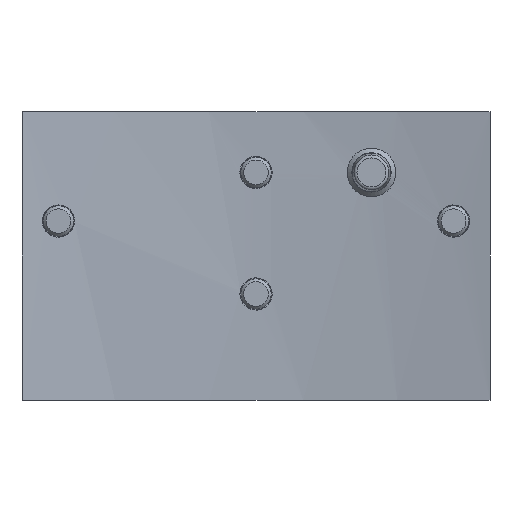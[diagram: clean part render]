
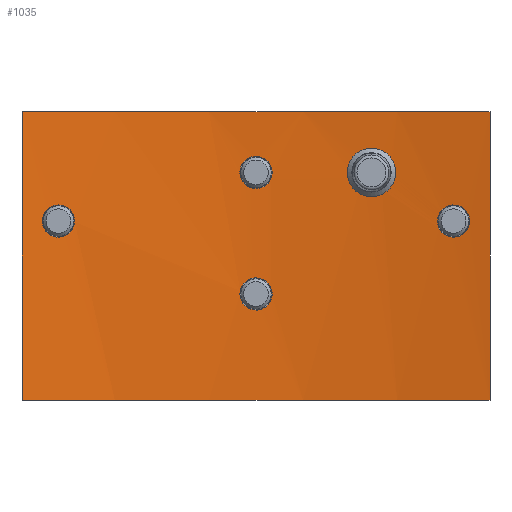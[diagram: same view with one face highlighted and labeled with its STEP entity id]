
A CAD part, front view. The second image highlights one B-rep face of the part: STEP entity #1035.
In plain terms, the highlighted cylindrical face has radius 180 mm (diameter 360 mm), a partial arc.
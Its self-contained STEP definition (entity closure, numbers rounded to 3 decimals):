
#120=LINE('',#1793,#170);
#121=LINE('',#1797,#171);
#170=VECTOR('',#1407,1000.);
#171=VECTOR('',#1410,1000.);
#220=CIRCLE('',#1264,180.);
#221=CIRCLE('',#1265,180.);
#275=ORIENTED_EDGE('',*,*,#527,.F.);
#276=ORIENTED_EDGE('',*,*,#528,.F.);
#277=ORIENTED_EDGE('',*,*,#529,.T.);
#278=ORIENTED_EDGE('',*,*,#530,.T.);
#279=ORIENTED_EDGE('',*,*,#531,.T.);
#280=ORIENTED_EDGE('',*,*,#532,.T.);
#281=ORIENTED_EDGE('',*,*,#533,.T.);
#282=ORIENTED_EDGE('',*,*,#534,.T.);
#283=ORIENTED_EDGE('',*,*,#535,.T.);
#527=EDGE_CURVE('',#653,#654,#220,.T.);
#528=EDGE_CURVE('',#655,#653,#120,.T.);
#529=EDGE_CURVE('',#655,#656,#221,.T.);
#530=EDGE_CURVE('',#656,#654,#121,.T.);
#531=EDGE_CURVE('',#657,#657,#742,.T.);
#532=EDGE_CURVE('',#658,#658,#743,.T.);
#533=EDGE_CURVE('',#659,#659,#744,.T.);
#534=EDGE_CURVE('',#660,#660,#745,.T.);
#535=EDGE_CURVE('',#661,#661,#746,.T.);
#653=VERTEX_POINT('',#1791);
#654=VERTEX_POINT('',#1792);
#655=VERTEX_POINT('',#1794);
#656=VERTEX_POINT('',#1796);
#657=VERTEX_POINT('',#1809);
#658=VERTEX_POINT('',#1821);
#659=VERTEX_POINT('',#1833);
#660=VERTEX_POINT('',#1845);
#661=VERTEX_POINT('',#1857);
#742=B_SPLINE_CURVE_WITH_KNOTS('',3,(#1798,#1799,#1800,#1801,#1802,#1803,
#1804,#1805,#1806,#1807,#1808),.UNSPECIFIED.,.T.,.F.,(1,1,1,1,1,1,1,1,1,
1,1,1,1,1,1),(-0.006,-0.004,-0.002,
0.,0.002,0.004,0.006,0.008,
0.01,0.013,0.015,0.017,
0.019,0.021,0.023),.UNSPECIFIED.);
#743=B_SPLINE_CURVE_WITH_KNOTS('',3,(#1810,#1811,#1812,#1813,#1814,#1815,
#1816,#1817,#1818,#1819,#1820),.UNSPECIFIED.,.T.,.F.,(1,1,1,1,1,1,1,1,1,
1,1,1,1,1,1),(-0.006,-0.004,-0.002,
0.,0.002,0.004,0.006,0.008,
0.01,0.013,0.015,0.017,
0.019,0.021,0.023),.UNSPECIFIED.);
#744=B_SPLINE_CURVE_WITH_KNOTS('',3,(#1822,#1823,#1824,#1825,#1826,#1827,
#1828,#1829,#1830,#1831,#1832),.UNSPECIFIED.,.T.,.F.,(1,1,1,1,1,1,1,1,1,
1,1,1,1,1,1),(-0.006,-0.004,-0.002,
0.,0.002,0.004,0.006,0.008,
0.01,0.012,0.014,0.017,
0.019,0.021,0.023),.UNSPECIFIED.);
#745=B_SPLINE_CURVE_WITH_KNOTS('',3,(#1834,#1835,#1836,#1837,#1838,#1839,
#1840,#1841,#1842,#1843,#1844),.UNSPECIFIED.,.T.,.F.,(1,1,1,1,1,1,1,1,1,
1,1,1,1,1,1),(-0.006,-0.004,-0.002,
0.,0.002,0.004,0.006,0.008,
0.01,0.012,0.014,0.017,
0.019,0.021,0.023),.UNSPECIFIED.);
#746=B_SPLINE_CURVE_WITH_KNOTS('',3,(#1846,#1847,#1848,#1849,#1850,#1851,
#1852,#1853,#1854,#1855,#1856),.UNSPECIFIED.,.T.,.F.,(1,1,1,1,1,1,1,1,1,
1,1,1,1,1,1),(-0.008,-0.005,-0.003,
0.,0.003,0.005,0.008,0.01,
0.013,0.016,0.018,0.021,
0.023,0.026,0.029),.UNSPECIFIED.);
#771=EDGE_LOOP('',(#275,#276,#277,#278));
#772=EDGE_LOOP('',(#279));
#773=EDGE_LOOP('',(#280));
#774=EDGE_LOOP('',(#281));
#775=EDGE_LOOP('',(#282));
#776=EDGE_LOOP('',(#283));
#897=FACE_BOUND('',#771,.T.);
#898=FACE_BOUND('',#772,.T.);
#899=FACE_BOUND('',#773,.T.);
#900=FACE_BOUND('',#774,.T.);
#901=FACE_BOUND('',#775,.T.);
#902=FACE_BOUND('',#776,.T.);
#1019=CYLINDRICAL_SURFACE('',#1263,180.);
#1035=ADVANCED_FACE('',(#897,#898,#899,#900,#901,#902),#1019,.F.);
#1263=AXIS2_PLACEMENT_3D('',#1789,#1403,#1404);
#1264=AXIS2_PLACEMENT_3D('',#1790,#1405,#1406);
#1265=AXIS2_PLACEMENT_3D('',#1795,#1408,#1409);
#1403=DIRECTION('',(0.,0.,-1.));
#1404=DIRECTION('',(-1.,0.,0.));
#1405=DIRECTION('',(0.,0.,1.));
#1406=DIRECTION('',(1.,0.,0.));
#1407=DIRECTION('',(0.,0.,-1.));
#1408=DIRECTION('',(0.,0.,1.));
#1409=DIRECTION('',(1.,0.,0.));
#1410=DIRECTION('',(0.,0.,-1.));
#1789=CARTESIAN_POINT('',(0.,-175.834,23.75));
#1790=CARTESIAN_POINT('',(0.,-175.834,-23.75));
#1791=CARTESIAN_POINT('',(38.5,0.,-23.75));
#1792=CARTESIAN_POINT('',(-38.5,0.,-23.75));
#1793=CARTESIAN_POINT('',(38.5,0.,23.75));
#1794=CARTESIAN_POINT('',(38.5,0.,23.75));
#1795=CARTESIAN_POINT('',(0.,-175.834,23.75));
#1796=CARTESIAN_POINT('',(-38.5,0.,23.75));
#1797=CARTESIAN_POINT('',(-38.5,0.,23.75));
#1798=CARTESIAN_POINT('',(34.564,0.818,3.661));
#1799=CARTESIAN_POINT('',(32.5,1.212,2.819));
#1800=CARTESIAN_POINT('',(30.435,1.576,3.662));
#1801=CARTESIAN_POINT('',(29.557,1.722,5.75));
#1802=CARTESIAN_POINT('',(30.437,1.576,7.842));
#1803=CARTESIAN_POINT('',(32.506,1.211,8.68));
#1804=CARTESIAN_POINT('',(34.562,0.819,7.839));
#1805=CARTESIAN_POINT('',(35.443,0.641,5.752));
#1806=CARTESIAN_POINT('',(34.564,0.818,3.661));
#1807=CARTESIAN_POINT('',(32.5,1.212,2.819));
#1808=CARTESIAN_POINT('',(30.435,1.576,3.662));
#1809=CARTESIAN_POINT('',(32.5,1.207,3.1));
#1810=CARTESIAN_POINT('',(-34.564,0.818,7.839));
#1811=CARTESIAN_POINT('',(-32.5,1.212,8.681));
#1812=CARTESIAN_POINT('',(-30.435,1.576,7.838));
#1813=CARTESIAN_POINT('',(-29.557,1.722,5.75));
#1814=CARTESIAN_POINT('',(-30.437,1.576,3.658));
#1815=CARTESIAN_POINT('',(-32.506,1.211,2.82));
#1816=CARTESIAN_POINT('',(-34.562,0.819,3.661));
#1817=CARTESIAN_POINT('',(-35.443,0.641,5.748));
#1818=CARTESIAN_POINT('',(-34.564,0.818,7.839));
#1819=CARTESIAN_POINT('',(-32.5,1.212,8.681));
#1820=CARTESIAN_POINT('',(-30.435,1.576,7.838));
#1821=CARTESIAN_POINT('',(-32.5,1.207,8.4));
#1822=CARTESIAN_POINT('',(2.079,4.156,11.675));
#1823=CARTESIAN_POINT('',(-0.001,4.17,10.813));
#1824=CARTESIAN_POINT('',(-2.077,4.156,11.674));
#1825=CARTESIAN_POINT('',(-2.936,4.141,13.748));
#1826=CARTESIAN_POINT('',(-2.078,4.156,15.826));
#1827=CARTESIAN_POINT('',(0.,4.17,16.686));
#1828=CARTESIAN_POINT('',(2.074,4.156,15.829));
#1829=CARTESIAN_POINT('',(2.937,4.141,13.753));
#1830=CARTESIAN_POINT('',(2.079,4.156,11.675));
#1831=CARTESIAN_POINT('',(-0.001,4.17,10.813));
#1832=CARTESIAN_POINT('',(-2.077,4.156,11.674));
#1833=CARTESIAN_POINT('',(0.,4.166,11.1));
#1834=CARTESIAN_POINT('',(2.079,4.156,-8.325));
#1835=CARTESIAN_POINT('',(-0.001,4.17,-9.187));
#1836=CARTESIAN_POINT('',(-2.077,4.156,-8.326));
#1837=CARTESIAN_POINT('',(-2.936,4.141,-6.252));
#1838=CARTESIAN_POINT('',(-2.078,4.156,-4.174));
#1839=CARTESIAN_POINT('',(0.,4.17,-3.314));
#1840=CARTESIAN_POINT('',(2.074,4.156,-4.171));
#1841=CARTESIAN_POINT('',(2.937,4.141,-6.247));
#1842=CARTESIAN_POINT('',(2.079,4.156,-8.325));
#1843=CARTESIAN_POINT('',(-0.001,4.17,-9.187));
#1844=CARTESIAN_POINT('',(-2.077,4.156,-8.326));
#1845=CARTESIAN_POINT('',(0.,4.166,-8.9));
#1846=CARTESIAN_POINT('',(21.6,2.868,11.141));
#1847=CARTESIAN_POINT('',(19.,3.168,10.069));
#1848=CARTESIAN_POINT('',(16.399,3.42,11.142));
#1849=CARTESIAN_POINT('',(15.315,3.512,13.749));
#1850=CARTESIAN_POINT('',(16.401,3.42,16.362));
#1851=CARTESIAN_POINT('',(19.005,3.167,17.43));
#1852=CARTESIAN_POINT('',(21.597,2.869,16.36));
#1853=CARTESIAN_POINT('',(22.686,2.73,13.752));
#1854=CARTESIAN_POINT('',(21.6,2.868,11.141));
#1855=CARTESIAN_POINT('',(19.,3.168,10.069));
#1856=CARTESIAN_POINT('',(16.399,3.42,11.142));
#1857=CARTESIAN_POINT('',(19.,3.16,10.427));
